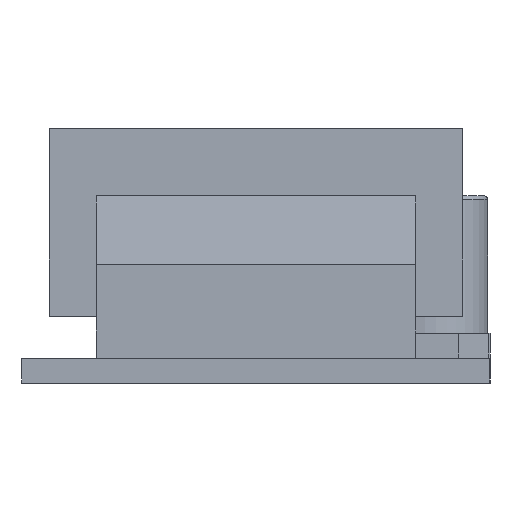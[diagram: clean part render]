
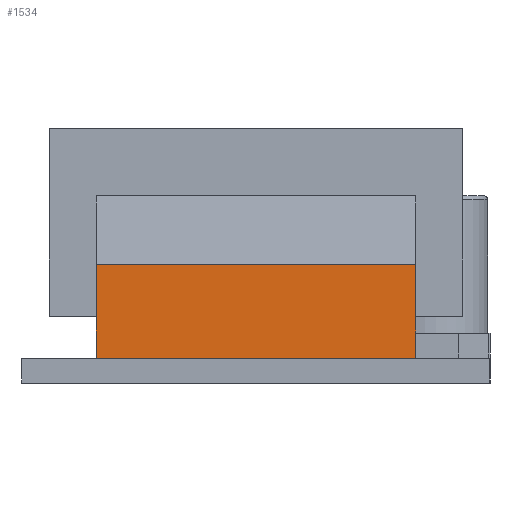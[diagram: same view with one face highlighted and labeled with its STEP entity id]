
A CAD part, left-side view. The second image highlights one B-rep face of the part: STEP entity #1534.
In plain terms, the highlighted planar face has unit normal (-1, 0, 0).
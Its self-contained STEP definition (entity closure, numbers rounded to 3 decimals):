
#157=FACE_OUTER_BOUND('',#259,.T.);
#259=EDGE_LOOP('',(#1188,#1189,#1190,#1191));
#393=LINE('',#2480,#544);
#407=LINE('',#2518,#558);
#408=LINE('',#2520,#559);
#409=LINE('',#2521,#560);
#544=VECTOR('',#1931,10.);
#558=VECTOR('',#1963,10.);
#559=VECTOR('',#1964,10.);
#560=VECTOR('',#1965,10.);
#691=VERTEX_POINT('',#2478);
#692=VERTEX_POINT('',#2479);
#707=VERTEX_POINT('',#2517);
#708=VERTEX_POINT('',#2519);
#861=EDGE_CURVE('',#691,#692,#393,.T.);
#880=EDGE_CURVE('',#707,#691,#407,.T.);
#881=EDGE_CURVE('',#708,#707,#408,.T.);
#882=EDGE_CURVE('',#692,#708,#409,.T.);
#1188=ORIENTED_EDGE('',*,*,#861,.F.);
#1189=ORIENTED_EDGE('',*,*,#880,.F.);
#1190=ORIENTED_EDGE('',*,*,#881,.F.);
#1191=ORIENTED_EDGE('',*,*,#882,.F.);
#1396=PLANE('',#1661);
#1534=ADVANCED_FACE('',(#157),#1396,.F.);
#1661=AXIS2_PLACEMENT_3D('',#2516,#1961,#1962);
#1931=DIRECTION('',(0.,1.,0.));
#1961=DIRECTION('center_axis',(1.,0.,0.));
#1962=DIRECTION('ref_axis',(0.,0.,-1.));
#1963=DIRECTION('',(0.,0.,-1.));
#1964=DIRECTION('',(0.,-1.,0.));
#1965=DIRECTION('',(0.,0.,1.));
#2478=CARTESIAN_POINT('',(-36.9,-10.25,1.6));
#2479=CARTESIAN_POINT('',(-36.9,10.25,1.6));
#2480=CARTESIAN_POINT('',(-36.9,10.25,1.6));
#2516=CARTESIAN_POINT('Origin',(-36.9,0.,4.6));
#2517=CARTESIAN_POINT('',(-36.9,-10.25,7.6));
#2518=CARTESIAN_POINT('',(-36.9,-10.25,3.1));
#2519=CARTESIAN_POINT('',(-36.9,10.25,7.6));
#2520=CARTESIAN_POINT('',(-36.9,-5.125,7.6));
#2521=CARTESIAN_POINT('',(-36.9,10.25,3.1));
